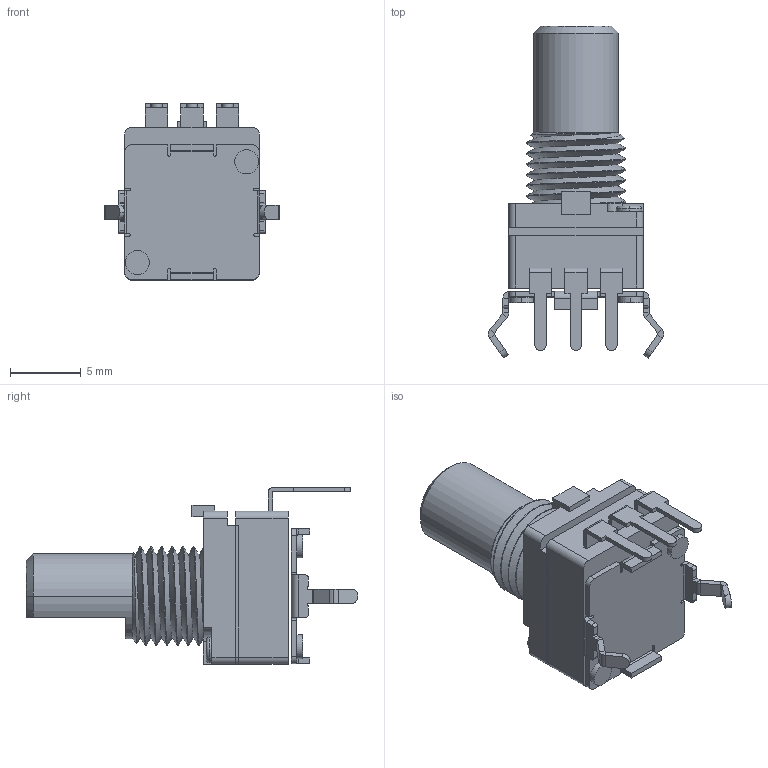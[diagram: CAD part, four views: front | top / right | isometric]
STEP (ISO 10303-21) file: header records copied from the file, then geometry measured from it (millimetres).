
FILE_DESCRIPTION(('FreeCAD Model'),'2;1');
FILE_NAME('Open CASCADE Shape Model','2025-02-11T13:30:02',(''),(''), 'Open CASCADE STEP processor 7.7','FreeCAD','Unknown');
FILE_SCHEMA(('AUTOMOTIVE_DESIGN { 1 0 10303 214 1 1 1 1 }'));
Length unit declared in the file: millimetre
Products named in the file (6): RK0952N(F-R)-N=5; RK0952N(F-R)-N=5_internal; 轴套N=5; 支架; 电阻片; 轴心12.5F-N=5
Assembly tree (5 placements, depth 3):
  RK0952N(F-R)-N=5
    RK0952N(F-R)-N=5_internal
      轴套N=5
      支架
      电阻片
      轴心12.5F-N=5
Bounding box: 12.35 x 23.4 x 12.45 mm (x, y, z)
Volume: 931.8 mm3; surface area: 1543.5 mm2
Topology: 4 solids, 4 shells, 265 faces, 672 edges, 422 vertices
Faces by surface type: plane 149, cylinder 100, torus 8, cone 6, bspline 2
Entity records: 8922 total; most frequent: CARTESIAN_POINT 2337, DIRECTION 1369, ORIENTED_EDGE 1344, EDGE_CURVE 672, AXIS2_PLACEMENT_3D 465, LINE 439, VECTOR 439, VERTEX_POINT 422
